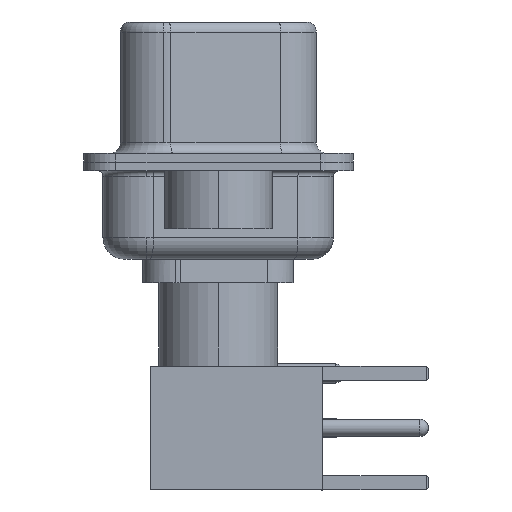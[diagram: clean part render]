
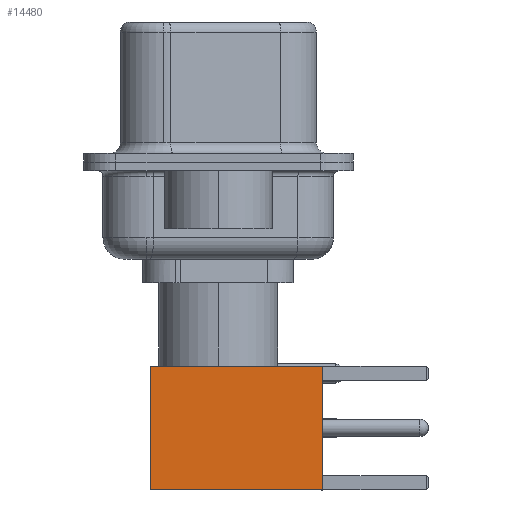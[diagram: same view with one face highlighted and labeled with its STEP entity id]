
A CAD part, left-side view. The second image highlights one B-rep face of the part: STEP entity #14480.
In plain terms, the highlighted face is planar.
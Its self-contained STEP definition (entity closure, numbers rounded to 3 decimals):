
#353 = DIRECTION ( 'NONE',  ( -1., 0., 0. ) ) ;
#937 = EDGE_CURVE ( 'NONE', #6933, #17078, #15650, .T. ) ;
#980 = EDGE_LOOP ( 'NONE', ( #27619, #2952, #10035, #6207 ) ) ;
#2813 = LINE ( 'NONE', #15358, #19308 ) ;
#2952 = ORIENTED_EDGE ( 'NONE', *, *, #28241, .T. ) ;
#3116 = CARTESIAN_POINT ( 'NONE',  ( 0., 2.875, 0. ) ) ;
#3212 = VERTEX_POINT ( 'NONE', #11304 ) ;
#3875 = VECTOR ( 'NONE', #22598, 1000. ) ;
#6200 = EDGE_CURVE ( 'NONE', #6933, #3212, #15565, .T. ) ;
#6207 = ORIENTED_EDGE ( 'NONE', *, *, #6200, .F. ) ;
#6309 = DIRECTION ( 'NONE',  ( 0., 0., -1. ) ) ;
#6531 = VERTEX_POINT ( 'NONE', #26537 ) ;
#6933 = VERTEX_POINT ( 'NONE', #17312 ) ;
#7686 = PLANE ( 'NONE',  #28712 ) ;
#10035 = ORIENTED_EDGE ( 'NONE', *, *, #30506, .F. ) ;
#11304 = CARTESIAN_POINT ( 'NONE',  ( -2.875, 2.875, 8. ) ) ;
#13481 = DIRECTION ( 'NONE',  ( 0., 1., 0. ) ) ;
#14147 = CARTESIAN_POINT ( 'NONE',  ( 2.875, 2.875, 0. ) ) ;
#14480 = ADVANCED_FACE ( 'NONE', ( #29635 ), #7686, .T. ) ;
#15040 = LINE ( 'NONE', #3116, #21760 ) ;
#15358 = CARTESIAN_POINT ( 'NONE',  ( -2.875, 2.875, 0. ) ) ;
#15565 = LINE ( 'NONE', #23238, #3875 ) ;
#15650 = LINE ( 'NONE', #23461, #22628 ) ;
#17078 = VERTEX_POINT ( 'NONE', #14147 ) ;
#17312 = CARTESIAN_POINT ( 'NONE',  ( 2.875, 2.875, 8. ) ) ;
#17486 = CARTESIAN_POINT ( 'NONE',  ( 2.875, 2.875, 0. ) ) ;
#19308 = VECTOR ( 'NONE', #24806, 1000. ) ;
#20847 = DIRECTION ( 'NONE',  ( 0., 0., 1. ) ) ;
#21760 = VECTOR ( 'NONE', #353, 1000. ) ;
#22598 = DIRECTION ( 'NONE',  ( -1., 0., 0. ) ) ;
#22628 = VECTOR ( 'NONE', #6309, 1000. ) ;
#23238 = CARTESIAN_POINT ( 'NONE',  ( 0., 2.875, 8. ) ) ;
#23461 = CARTESIAN_POINT ( 'NONE',  ( 2.875, 2.875, 0. ) ) ;
#24806 = DIRECTION ( 'NONE',  ( 0., 0., -1. ) ) ;
#26537 = CARTESIAN_POINT ( 'NONE',  ( -2.875, 2.875, 0. ) ) ;
#27619 = ORIENTED_EDGE ( 'NONE', *, *, #937, .T. ) ;
#28241 = EDGE_CURVE ( 'NONE', #17078, #6531, #15040, .T. ) ;
#28712 = AXIS2_PLACEMENT_3D ( 'NONE', #17486, #13481, #20847 ) ;
#29635 = FACE_OUTER_BOUND ( 'NONE', #980, .T. ) ;
#30506 = EDGE_CURVE ( 'NONE', #3212, #6531, #2813, .T. ) ;
